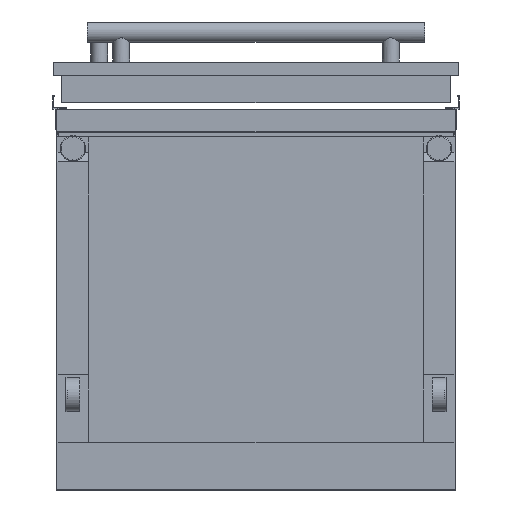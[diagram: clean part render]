
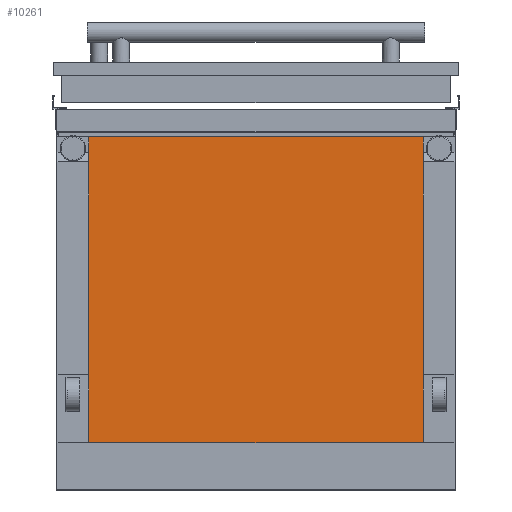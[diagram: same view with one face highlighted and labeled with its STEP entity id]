
A CAD part, front view. The second image highlights one B-rep face of the part: STEP entity #10261.
In plain terms, the highlighted planar face has unit normal (0, -1, 0).
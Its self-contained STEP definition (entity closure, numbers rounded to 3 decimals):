
#22 = EDGE_CURVE ( 'NONE', #13339, #5517, #5725, .T. ) ;
#228 = DIRECTION ( 'NONE',  ( 0., 1., 0. ) ) ;
#231 = EDGE_CURVE ( 'NONE', #13339, #5821, #5076, .T. ) ;
#1831 = DIRECTION ( 'NONE',  ( 0., 0., 1. ) ) ;
#2156 = DIRECTION ( 'NONE',  ( 0., 0., 1. ) ) ;
#2929 = VECTOR ( 'NONE', #1831, 1000. ) ;
#3812 = EDGE_LOOP ( 'NONE', ( #9237, #6154, #10193, #12260 ) ) ;
#4008 = CARTESIAN_POINT ( 'NONE',  ( -246., -990.85, -280. ) ) ;
#4094 = FACE_OUTER_BOUND ( 'NONE', #3812, .T. ) ;
#4332 = PLANE ( 'NONE',  #10533 ) ;
#4752 = VECTOR ( 'NONE', #6011, 1000. ) ;
#5076 = LINE ( 'NONE', #11697, #5547 ) ;
#5374 = LINE ( 'NONE', #4008, #2929 ) ;
#5517 = VERTEX_POINT ( 'NONE', #8171 ) ;
#5547 = VECTOR ( 'NONE', #10552, 1000. ) ;
#5725 = LINE ( 'NONE', #7148, #10610 ) ;
#5821 = VERTEX_POINT ( 'NONE', #12183 ) ;
#6011 = DIRECTION ( 'NONE',  ( -1., 0., 0. ) ) ;
#6154 = ORIENTED_EDGE ( 'NONE', *, *, #11214, .T. ) ;
#6656 = LINE ( 'NONE', #12243, #4752 ) ;
#7148 = CARTESIAN_POINT ( 'NONE',  ( 246., -990.85, -280. ) ) ;
#7193 = EDGE_CURVE ( 'NONE', #5821, #12725, #5374, .T. ) ;
#7375 = CARTESIAN_POINT ( 'NONE',  ( -246., -990.85, 240. ) ) ;
#8155 = CARTESIAN_POINT ( 'NONE',  ( 246., -990.85, -210.4 ) ) ;
#8171 = CARTESIAN_POINT ( 'NONE',  ( 246., -990.85, 240. ) ) ;
#9237 = ORIENTED_EDGE ( 'NONE', *, *, #22, .T. ) ;
#9405 = CARTESIAN_POINT ( 'NONE',  ( -246., -990.85, -280. ) ) ;
#10193 = ORIENTED_EDGE ( 'NONE', *, *, #7193, .F. ) ;
#10261 = ADVANCED_FACE ( 'NONE', ( #4094 ), #4332, .F. ) ;
#10533 = AXIS2_PLACEMENT_3D ( 'NONE', #9405, #228, #2156 ) ;
#10552 = DIRECTION ( 'NONE',  ( -1., 0., 0. ) ) ;
#10610 = VECTOR ( 'NONE', #12313, 1000. ) ;
#11214 = EDGE_CURVE ( 'NONE', #5517, #12725, #6656, .T. ) ;
#11697 = CARTESIAN_POINT ( 'NONE',  ( -293., -990.85, -210.4 ) ) ;
#12183 = CARTESIAN_POINT ( 'NONE',  ( -246., -990.85, -210.4 ) ) ;
#12243 = CARTESIAN_POINT ( 'NONE',  ( -246., -990.85, 240. ) ) ;
#12260 = ORIENTED_EDGE ( 'NONE', *, *, #231, .F. ) ;
#12313 = DIRECTION ( 'NONE',  ( 0., 0., 1. ) ) ;
#12725 = VERTEX_POINT ( 'NONE', #7375 ) ;
#13339 = VERTEX_POINT ( 'NONE', #8155 ) ;
